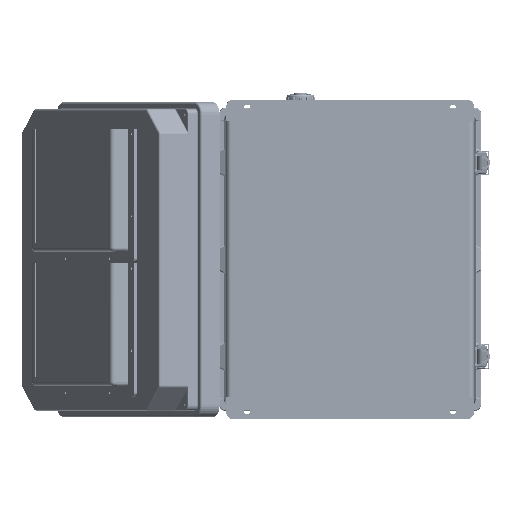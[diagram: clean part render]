
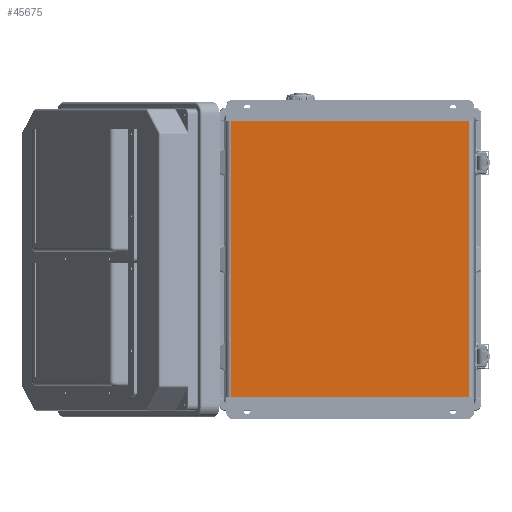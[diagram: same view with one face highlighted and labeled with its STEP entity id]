
A CAD part, front view. The second image highlights one B-rep face of the part: STEP entity #45675.
In plain terms, the highlighted planar face has unit normal (0, -1, 0).
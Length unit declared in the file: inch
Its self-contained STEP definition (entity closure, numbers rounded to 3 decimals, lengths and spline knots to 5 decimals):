
#4233 = EDGE_CURVE ( 'NONE', #50430, #180951, #222130, .T. ) ;
#10124 = ORIENTED_EDGE ( 'NONE', *, *, #120714, .F. ) ;
#16119 = EDGE_CURVE ( 'NONE', #166505, #50430, #222704, .T. ) ;
#32606 = VERTEX_POINT ( 'NONE', #205340 ) ;
#35399 = ORIENTED_EDGE ( 'NONE', *, *, #16119, .T. ) ;
#45675 = ADVANCED_FACE ( 'NONE', ( #132491 ), #92483, .F. ) ;
#50430 = VERTEX_POINT ( 'NONE', #179662 ) ;
#66889 = CARTESIAN_POINT ( 'NONE',  ( -5.78771, 0.05906, -1.04331 ) ) ;
#80705 = DIRECTION ( 'NONE',  ( 0., 0., 1. ) ) ;
#85071 = AXIS2_PLACEMENT_3D ( 'NONE', #212819, #213534, #109960 ) ;
#92483 = PLANE ( 'NONE',  #85071 ) ;
#97842 = LINE ( 'NONE', #66889, #189910 ) ;
#100212 = DIRECTION ( 'NONE',  ( -1., 0., 0. ) ) ;
#101836 = VECTOR ( 'NONE', #100212, 39.37008 ) ;
#109960 = DIRECTION ( 'NONE',  ( 0., 0., 1. ) ) ;
#117909 = CARTESIAN_POINT ( 'NONE',  ( -5.78771, 0.05906, -1.04331 ) ) ;
#120714 = EDGE_CURVE ( 'NONE', #32606, #180951, #97842, .T. ) ;
#132491 = FACE_OUTER_BOUND ( 'NONE', #188248, .T. ) ;
#147980 = LINE ( 'NONE', #203833, #101836 ) ;
#149488 = VECTOR ( 'NONE', #80705, 39.37008 ) ;
#153600 = CARTESIAN_POINT ( 'NONE',  ( 6.11811, 0.05906, -1.04331 ) ) ;
#162736 = EDGE_CURVE ( 'NONE', #166505, #32606, #147980, .T. ) ;
#165156 = CARTESIAN_POINT ( 'NONE',  ( 5.78771, 0.05906, -14.4685 ) ) ;
#166505 = VERTEX_POINT ( 'NONE', #165156 ) ;
#167053 = CARTESIAN_POINT ( 'NONE',  ( 5.78771, 0.05906, -1.04331 ) ) ;
#173466 = ORIENTED_EDGE ( 'NONE', *, *, #4233, .T. ) ;
#179662 = CARTESIAN_POINT ( 'NONE',  ( 5.78771, 0.05906, -1.04331 ) ) ;
#180951 = VERTEX_POINT ( 'NONE', #117909 ) ;
#187204 = DIRECTION ( 'NONE',  ( 0., 0., 1. ) ) ;
#188248 = EDGE_LOOP ( 'NONE', ( #10124, #211952, #35399, #173466 ) ) ;
#189694 = DIRECTION ( 'NONE',  ( -1., 0., 0. ) ) ;
#189910 = VECTOR ( 'NONE', #187204, 39.37008 ) ;
#203833 = CARTESIAN_POINT ( 'NONE',  ( 6.11811, 0.05906, -14.4685 ) ) ;
#205340 = CARTESIAN_POINT ( 'NONE',  ( -5.78771, 0.05906, -14.4685 ) ) ;
#211952 = ORIENTED_EDGE ( 'NONE', *, *, #162736, .F. ) ;
#212819 = CARTESIAN_POINT ( 'NONE',  ( 6.11811, 0.05906, -1.04331 ) ) ;
#213534 = DIRECTION ( 'NONE',  ( 0., 1., 0. ) ) ;
#220864 = VECTOR ( 'NONE', #189694, 39.37008 ) ;
#222130 = LINE ( 'NONE', #153600, #220864 ) ;
#222704 = LINE ( 'NONE', #167053, #149488 ) ;
